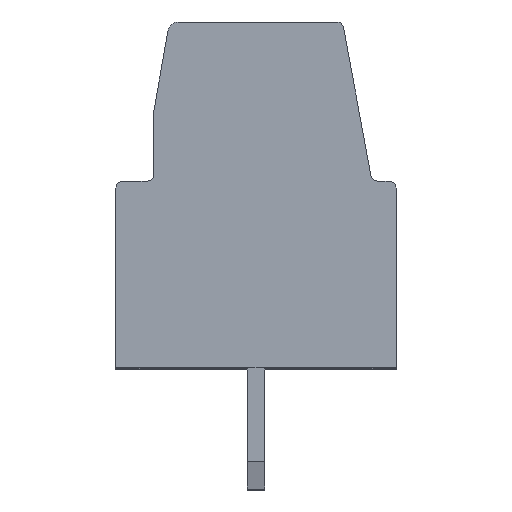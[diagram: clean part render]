
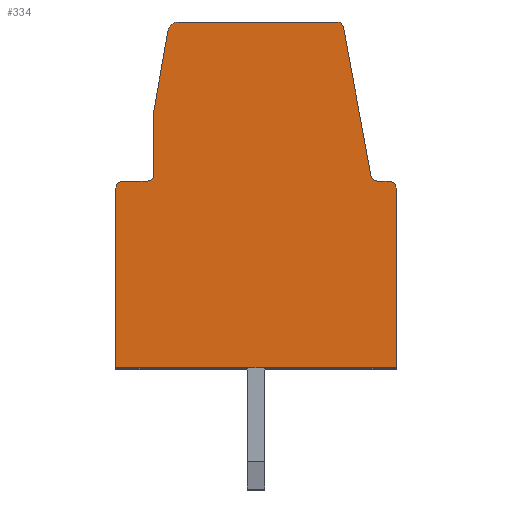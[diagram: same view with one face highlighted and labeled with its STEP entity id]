
A CAD part, top view. The second image highlights one B-rep face of the part: STEP entity #334.
In plain terms, the highlighted planar face has unit normal (0, 0, 1).
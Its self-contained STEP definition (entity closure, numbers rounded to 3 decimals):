
#334 = ADVANCED_FACE( '', ( #834 ), #835, .F. );
#834 = FACE_OUTER_BOUND( '', #1527, .T. );
#835 = PLANE( '', #1528 );
#1527 = EDGE_LOOP( '', ( #2314, #2315, #2316, #2317, #2318, #2319, #2320, #2321, #2322, #2323, #2324, #2325, #2326, #2327, #2328 ) );
#1528 = AXIS2_PLACEMENT_3D( '', #2329, #2330, #2331 );
#2314 = ORIENTED_EDGE( '', *, *, #4378, .T. );
#2315 = ORIENTED_EDGE( '', *, *, #4379, .T. );
#2316 = ORIENTED_EDGE( '', *, *, #4380, .F. );
#2317 = ORIENTED_EDGE( '', *, *, #4381, .T. );
#2318 = ORIENTED_EDGE( '', *, *, #4382, .T. );
#2319 = ORIENTED_EDGE( '', *, *, #4383, .T. );
#2320 = ORIENTED_EDGE( '', *, *, #4384, .T. );
#2321 = ORIENTED_EDGE( '', *, *, #4385, .T. );
#2322 = ORIENTED_EDGE( '', *, *, #4386, .F. );
#2323 = ORIENTED_EDGE( '', *, *, #4387, .T. );
#2324 = ORIENTED_EDGE( '', *, *, #4291, .F. );
#2325 = ORIENTED_EDGE( '', *, *, #4388, .T. );
#2326 = ORIENTED_EDGE( '', *, *, #4389, .T. );
#2327 = ORIENTED_EDGE( '', *, *, #4390, .T. );
#2328 = ORIENTED_EDGE( '', *, *, #4391, .F. );
#2329 = CARTESIAN_POINT( '', ( 0.81, -4.4, 0. ) );
#2330 = DIRECTION( '', ( 0., 0., -1. ) );
#2331 = DIRECTION( '', ( 0., -1., 0. ) );
#4291 = EDGE_CURVE( '', #5133, #5135, #5136, .T. );
#4378 = EDGE_CURVE( '', #5293, #5294, #5295, .T. );
#4379 = EDGE_CURVE( '', #5294, #5296, #5297, .T. );
#4380 = EDGE_CURVE( '', #5298, #5296, #5299, .T. );
#4381 = EDGE_CURVE( '', #5298, #5300, #5301, .T. );
#4382 = EDGE_CURVE( '', #5300, #5302, #5303, .T. );
#4383 = EDGE_CURVE( '', #5302, #5304, #5305, .T. );
#4384 = EDGE_CURVE( '', #5304, #5306, #5307, .T. );
#4385 = EDGE_CURVE( '', #5306, #5308, #5309, .T. );
#4386 = EDGE_CURVE( '', #5310, #5308, #5311, .T. );
#4387 = EDGE_CURVE( '', #5310, #5135, #5312, .T. );
#4388 = EDGE_CURVE( '', #5133, #5313, #5314, .T. );
#4389 = EDGE_CURVE( '', #5313, #5315, #5316, .T. );
#4390 = EDGE_CURVE( '', #5315, #5317, #5318, .T. );
#4391 = EDGE_CURVE( '', #5293, #5317, #5319, .T. );
#5133 = VERTEX_POINT( '', #6375 );
#5135 = VERTEX_POINT( '', #6378 );
#5136 = CIRCLE( '', #6379, 0.2 );
#5293 = VERTEX_POINT( '', #6602 );
#5294 = VERTEX_POINT( '', #6603 );
#5295 = LINE( '', #6604, #6605 );
#5296 = VERTEX_POINT( '', #6606 );
#5297 = LINE( '', #6607, #6608 );
#5298 = VERTEX_POINT( '', #6609 );
#5299 = CIRCLE( '', #6610, 0.2 );
#5300 = VERTEX_POINT( '', #6611 );
#5301 = LINE( '', #6612, #6613 );
#5302 = VERTEX_POINT( '', #6614 );
#5303 = CIRCLE( '', #6615, 0.2 );
#5304 = VERTEX_POINT( '', #6616 );
#5305 = LINE( '', #6617, #6618 );
#5306 = VERTEX_POINT( '', #6619 );
#5307 = LINE( '', #6620, #6621 );
#5308 = VERTEX_POINT( '', #6622 );
#5309 = LINE( '', #6623, #6624 );
#5310 = VERTEX_POINT( '', #6625 );
#5311 = CIRCLE( '', #6626, 0.2 );
#5312 = LINE( '', #6627, #6628 );
#5313 = VERTEX_POINT( '', #6629 );
#5314 = LINE( '', #6630, #6631 );
#5315 = VERTEX_POINT( '', #6632 );
#5316 = CIRCLE( '', #6633, 0.2 );
#5317 = VERTEX_POINT( '', #6634 );
#5318 = LINE( '', #6635, #6636 );
#5319 = CIRCLE( '', #6637, 0.3 );
#6375 = CARTESIAN_POINT( '', ( -0.728, 5.564, 0. ) );
#6378 = CARTESIAN_POINT( '', ( -0.531, 5.4, 0. ) );
#6379 = AXIS2_PLACEMENT_3D( '', #8123, #8124, #8125 );
#6602 = CARTESIAN_POINT( '', ( -6.594, 9.752, 0. ) );
#6603 = CARTESIAN_POINT( '', ( -7., 7.448, 0. ) );
#6604 = CARTESIAN_POINT( '', ( -11.564, -18.438, 0. ) );
#6605 = VECTOR( '', #8219, 1000. );
#6606 = CARTESIAN_POINT( '', ( -7., 5.6, 0. ) );
#6607 = CARTESIAN_POINT( '', ( -7., -18.438, 0. ) );
#6608 = VECTOR( '', #8220, 1000. );
#6609 = CARTESIAN_POINT( '', ( -7.2, 5.4, 0. ) );
#6610 = AXIS2_PLACEMENT_3D( '', #8221, #8222, #8223 );
#6611 = CARTESIAN_POINT( '', ( -7.9, 5.4, 0. ) );
#6612 = CARTESIAN_POINT( '', ( -16.414, 5.4, 0. ) );
#6613 = VECTOR( '', #8224, 1000. );
#6614 = CARTESIAN_POINT( '', ( -8.1, 5.2, 0. ) );
#6615 = AXIS2_PLACEMENT_3D( '', #8225, #8226, #8227 );
#6616 = CARTESIAN_POINT( '', ( -8.1, 0., 0. ) );
#6617 = CARTESIAN_POINT( '', ( -8.1, -18.438, 0. ) );
#6618 = VECTOR( '', #8228, 1000. );
#6619 = CARTESIAN_POINT( '', ( 0., 0., 0. ) );
#6620 = CARTESIAN_POINT( '', ( -16.414, 0., 0. ) );
#6621 = VECTOR( '', #8229, 1000. );
#6622 = CARTESIAN_POINT( '', ( 0., 5.2, 0. ) );
#6623 = CARTESIAN_POINT( '', ( 0., -18.438, 0. ) );
#6624 = VECTOR( '', #8230, 1000. );
#6625 = CARTESIAN_POINT( '', ( -0.2, 5.4, 0. ) );
#6626 = AXIS2_PLACEMENT_3D( '', #8231, #8232, #8233 );
#6627 = CARTESIAN_POINT( '', ( -16.414, 5.4, 0. ) );
#6628 = VECTOR( '', #8234, 1000. );
#6629 = CARTESIAN_POINT( '', ( -1.52, 9.836, 0. ) );
#6630 = CARTESIAN_POINT( '', ( 3.721, -18.438, 0. ) );
#6631 = VECTOR( '', #8235, 1000. );
#6632 = CARTESIAN_POINT( '', ( -1.716, 10., 0. ) );
#6633 = AXIS2_PLACEMENT_3D( '', #8236, #8237, #8238 );
#6634 = CARTESIAN_POINT( '', ( -6.298, 10., 0. ) );
#6635 = CARTESIAN_POINT( '', ( -16.414, 10., 0. ) );
#6636 = VECTOR( '', #8239, 1000. );
#6637 = AXIS2_PLACEMENT_3D( '', #8240, #8241, #8242 );
#8123 = CARTESIAN_POINT( '', ( -0.531, 5.6, 0. ) );
#8124 = DIRECTION( '', ( 0., 0., 1. ) );
#8125 = DIRECTION( '', ( 1., 0., 0. ) );
#8219 = DIRECTION( '', ( -0.174, -0.985, 0. ) );
#8220 = DIRECTION( '', ( 0., -1., 0. ) );
#8221 = CARTESIAN_POINT( '', ( -7.2, 5.6, 0. ) );
#8222 = DIRECTION( '', ( 0., 0., 1. ) );
#8223 = DIRECTION( '', ( 1., 0., 0. ) );
#8224 = DIRECTION( '', ( -1., 0., 0. ) );
#8225 = CARTESIAN_POINT( '', ( -7.9, 5.2, 0. ) );
#8226 = DIRECTION( '', ( 0., 0., 1. ) );
#8227 = DIRECTION( '', ( 1., 0., 0. ) );
#8228 = DIRECTION( '', ( 0., -1., 0. ) );
#8229 = DIRECTION( '', ( 1., 0., 0. ) );
#8230 = DIRECTION( '', ( 0., 1., 0. ) );
#8231 = CARTESIAN_POINT( '', ( -0.2, 5.2, 0. ) );
#8232 = DIRECTION( '', ( 0., 0., -1. ) );
#8233 = DIRECTION( '', ( -1., 0., 0. ) );
#8234 = DIRECTION( '', ( -1., 0., 0. ) );
#8235 = DIRECTION( '', ( -0.182, 0.983, 0. ) );
#8236 = CARTESIAN_POINT( '', ( -1.716, 9.8, 0. ) );
#8237 = DIRECTION( '', ( 0., 0., 1. ) );
#8238 = DIRECTION( '', ( 1., 0., 0. ) );
#8239 = DIRECTION( '', ( -1., 0., 0. ) );
#8240 = CARTESIAN_POINT( '', ( -6.298, 9.7, 0. ) );
#8241 = DIRECTION( '', ( 0., 0., -1. ) );
#8242 = DIRECTION( '', ( -1., 0., 0. ) );
